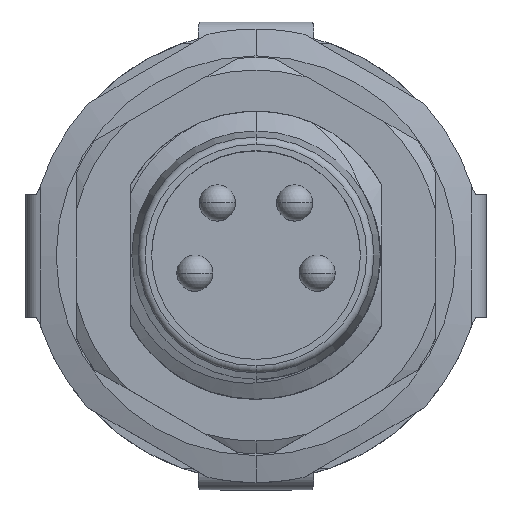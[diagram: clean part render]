
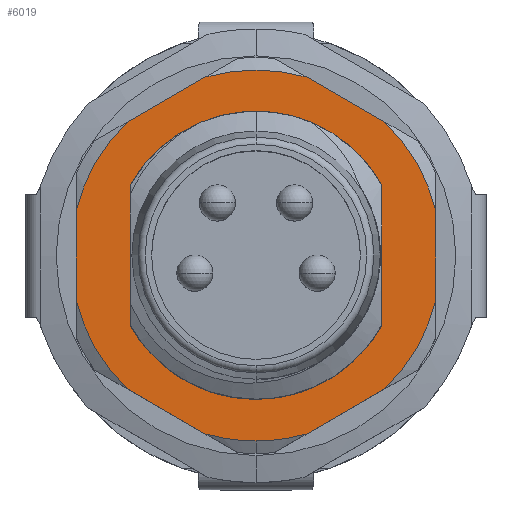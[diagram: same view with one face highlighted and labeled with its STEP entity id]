
A CAD part, top view. The second image highlights one B-rep face of the part: STEP entity #6019.
In plain terms, the highlighted planar face has unit normal (0, 0, 1).
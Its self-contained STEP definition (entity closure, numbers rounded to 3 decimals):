
#26 = LINE ( 'NONE', #6499, #6261 ) ;
#203 = CARTESIAN_POINT ( 'NONE',  ( -5., -1.249, -7.6 ) ) ;
#250 = CARTESIAN_POINT ( 'NONE',  ( 1.419, -4.955, -7.6 ) ) ;
#444 = LINE ( 'NONE', #11487, #1765 ) ;
#505 = VERTEX_POINT ( 'NONE', #10510 ) ;
#532 = CIRCLE ( 'NONE', #8368, 5.154 ) ;
#648 = ORIENTED_EDGE ( 'NONE', *, *, #5927, .F. ) ;
#720 = CIRCLE ( 'NONE', #10864, 5.154 ) ;
#794 = PLANE ( 'NONE',  #9439 ) ;
#816 = CIRCLE ( 'NONE', #10179, 5.154 ) ;
#908 = AXIS2_PLACEMENT_3D ( 'NONE', #6990, #7163, #3386 ) ;
#987 = DIRECTION ( 'NONE',  ( -0.275, -0.961, 0. ) ) ;
#1176 = ORIENTED_EDGE ( 'NONE', *, *, #3502, .T. ) ;
#1329 = VERTEX_POINT ( 'NONE', #203 ) ;
#1765 = VECTOR ( 'NONE', #7767, 1000. ) ;
#1767 = CARTESIAN_POINT ( 'NONE',  ( 5., 1.249, -7.6 ) ) ;
#1806 = CARTESIAN_POINT ( 'NONE',  ( 1.419, 4.955, -7.6 ) ) ;
#1983 = DIRECTION ( 'NONE',  ( 0.97, -0.242, 0. ) ) ;
#2222 = VERTEX_POINT ( 'NONE', #10516 ) ;
#2233 = LINE ( 'NONE', #10634, #10453 ) ;
#2237 = VERTEX_POINT ( 'NONE', #250 ) ;
#2255 = DIRECTION ( 'NONE',  ( 0., 0., 1. ) ) ;
#2626 = AXIS2_PLACEMENT_3D ( 'NONE', #6175, #8041, #10789 ) ;
#2661 = CARTESIAN_POINT ( 'NONE',  ( -3.581, -3.706, -7.6 ) ) ;
#2814 = DIRECTION ( 'NONE',  ( 1., 0., 0. ) ) ;
#3074 = ORIENTED_EDGE ( 'NONE', *, *, #3330, .F. ) ;
#3144 = CARTESIAN_POINT ( 'NONE',  ( 3.581, 3.706, -7.6 ) ) ;
#3330 = EDGE_CURVE ( 'NONE', #9273, #7471, #720, .T. ) ;
#3361 = DIRECTION ( 'NONE',  ( -0.866, -0.5, 0. ) ) ;
#3386 = DIRECTION ( 'NONE',  ( -0.97, 0.242, 0. ) ) ;
#3440 = CARTESIAN_POINT ( 'NONE',  ( 0., -5.154, -7.6 ) ) ;
#3502 = EDGE_CURVE ( 'NONE', #11200, #9350, #9441, .T. ) ;
#3566 = CARTESIAN_POINT ( 'NONE',  ( 3.581, 3.706, -7.6 ) ) ;
#3688 = LINE ( 'NONE', #7235, #5203 ) ;
#3719 = EDGE_CURVE ( 'NONE', #2222, #4561, #7611, .T. ) ;
#3952 = LINE ( 'NONE', #5748, #6616 ) ;
#4013 = ORIENTED_EDGE ( 'NONE', *, *, #8145, .T. ) ;
#4036 = EDGE_LOOP ( 'NONE', ( #4886, #10390, #4013, #5083, #10908, #8285, #6519, #10240, #3074, #11214, #648, #1176, #6130 ) ) ;
#4168 = DIRECTION ( 'NONE',  ( -0.866, 0.5, 0. ) ) ;
#4453 = DIRECTION ( 'NONE',  ( 0., 0., 1. ) ) ;
#4561 = VERTEX_POINT ( 'NONE', #6173 ) ;
#4886 = ORIENTED_EDGE ( 'NONE', *, *, #9999, .T. ) ;
#5083 = ORIENTED_EDGE ( 'NONE', *, *, #5301, .F. ) ;
#5120 = AXIS2_PLACEMENT_3D ( 'NONE', #11623, #2255, #6162 ) ;
#5203 = VECTOR ( 'NONE', #5329, 1000. ) ;
#5301 = EDGE_CURVE ( 'NONE', #11076, #1329, #9321, .T. ) ;
#5329 = DIRECTION ( 'NONE',  ( 0., -1., 0. ) ) ;
#5336 = EDGE_CURVE ( 'NONE', #9704, #11500, #532, .T. ) ;
#5361 = FACE_OUTER_BOUND ( 'NONE', #4036, .T. ) ;
#5631 = EDGE_CURVE ( 'NONE', #11500, #2237, #10859, .T. ) ;
#5748 = CARTESIAN_POINT ( 'NONE',  ( 5., -1.249, -7.6 ) ) ;
#5894 = DIRECTION ( 'NONE',  ( 0.866, 0.5, 0. ) ) ;
#5927 = EDGE_CURVE ( 'NONE', #11200, #10046, #816, .T. ) ;
#6019 = ADVANCED_FACE ( 'NONE', ( #5361 ), #794, .T. ) ;
#6130 = ORIENTED_EDGE ( 'NONE', *, *, #7029, .T. ) ;
#6162 = DIRECTION ( 'NONE',  ( -0.275, -0.961, 0. ) ) ;
#6173 = CARTESIAN_POINT ( 'NONE',  ( -3.581, 3.706, -7.6 ) ) ;
#6175 = CARTESIAN_POINT ( 'NONE',  ( 0., 0., -7.6 ) ) ;
#6261 = VECTOR ( 'NONE', #3361, 1000. ) ;
#6499 = CARTESIAN_POINT ( 'NONE',  ( -1.419, 4.955, -7.6 ) ) ;
#6507 = DIRECTION ( 'NONE',  ( 0., 0., 1. ) ) ;
#6519 = ORIENTED_EDGE ( 'NONE', *, *, #5631, .T. ) ;
#6616 = VECTOR ( 'NONE', #11032, 1000. ) ;
#6990 = CARTESIAN_POINT ( 'NONE',  ( 0., 0., -7.6 ) ) ;
#7029 = EDGE_CURVE ( 'NONE', #9350, #505, #9380, .T. ) ;
#7163 = DIRECTION ( 'NONE',  ( 0., 0., -1. ) ) ;
#7235 = CARTESIAN_POINT ( 'NONE',  ( -5., 1.249, -7.6 ) ) ;
#7471 = VERTEX_POINT ( 'NONE', #9876 ) ;
#7611 = CIRCLE ( 'NONE', #908, 5.154 ) ;
#7671 = AXIS2_PLACEMENT_3D ( 'NONE', #9204, #6507, #9389 ) ;
#7767 = DIRECTION ( 'NONE',  ( 0.866, -0.5, 0. ) ) ;
#8041 = DIRECTION ( 'NONE',  ( 0., 0., -1. ) ) ;
#8145 = EDGE_CURVE ( 'NONE', #2222, #1329, #3688, .T. ) ;
#8179 = CARTESIAN_POINT ( 'NONE',  ( -5., -6.515, -7.6 ) ) ;
#8257 = DIRECTION ( 'NONE',  ( 0., 0., 1. ) ) ;
#8285 = ORIENTED_EDGE ( 'NONE', *, *, #5336, .T. ) ;
#8368 = AXIS2_PLACEMENT_3D ( 'NONE', #9203, #8257, #987 ) ;
#8482 = DIRECTION ( 'NONE',  ( 0., 0., -1. ) ) ;
#8929 = CARTESIAN_POINT ( 'NONE',  ( 5., -1.249, -7.6 ) ) ;
#9203 = CARTESIAN_POINT ( 'NONE',  ( 0., 0., -7.6 ) ) ;
#9204 = CARTESIAN_POINT ( 'NONE',  ( 0., 0., -7.6 ) ) ;
#9251 = CARTESIAN_POINT ( 'NONE',  ( 0., 0., -7.6 ) ) ;
#9273 = VERTEX_POINT ( 'NONE', #8929 ) ;
#9321 = CIRCLE ( 'NONE', #2626, 5.154 ) ;
#9350 = VERTEX_POINT ( 'NONE', #1806 ) ;
#9380 = CIRCLE ( 'NONE', #7671, 5.154 ) ;
#9389 = DIRECTION ( 'NONE',  ( 0.275, 0.961, 0. ) ) ;
#9439 = AXIS2_PLACEMENT_3D ( 'NONE', #8179, #4453, #2814 ) ;
#9441 = LINE ( 'NONE', #3144, #10489 ) ;
#9543 = EDGE_CURVE ( 'NONE', #2237, #7471, #2233, .T. ) ;
#9704 = VERTEX_POINT ( 'NONE', #11540 ) ;
#9759 = EDGE_CURVE ( 'NONE', #9273, #10046, #3952, .T. ) ;
#9876 = CARTESIAN_POINT ( 'NONE',  ( 3.581, -3.706, -7.6 ) ) ;
#9999 = EDGE_CURVE ( 'NONE', #505, #4561, #26, .T. ) ;
#10046 = VERTEX_POINT ( 'NONE', #1767 ) ;
#10127 = DIRECTION ( 'NONE',  ( 0., 0., -1. ) ) ;
#10179 = AXIS2_PLACEMENT_3D ( 'NONE', #10709, #10127, #10923 ) ;
#10240 = ORIENTED_EDGE ( 'NONE', *, *, #9543, .T. ) ;
#10390 = ORIENTED_EDGE ( 'NONE', *, *, #3719, .F. ) ;
#10453 = VECTOR ( 'NONE', #5894, 1000. ) ;
#10489 = VECTOR ( 'NONE', #4168, 1000. ) ;
#10510 = CARTESIAN_POINT ( 'NONE',  ( -1.419, 4.955, -7.6 ) ) ;
#10516 = CARTESIAN_POINT ( 'NONE',  ( -5., 1.249, -7.6 ) ) ;
#10634 = CARTESIAN_POINT ( 'NONE',  ( 1.419, -4.955, -7.6 ) ) ;
#10709 = CARTESIAN_POINT ( 'NONE',  ( 0., 0., -7.6 ) ) ;
#10789 = DIRECTION ( 'NONE',  ( -0.695, -0.719, 0. ) ) ;
#10859 = CIRCLE ( 'NONE', #5120, 5.154 ) ;
#10864 = AXIS2_PLACEMENT_3D ( 'NONE', #9251, #8482, #1983 ) ;
#10908 = ORIENTED_EDGE ( 'NONE', *, *, #11506, .T. ) ;
#10923 = DIRECTION ( 'NONE',  ( 0.695, 0.719, 0. ) ) ;
#11032 = DIRECTION ( 'NONE',  ( 0., 1., 0. ) ) ;
#11076 = VERTEX_POINT ( 'NONE', #2661 ) ;
#11200 = VERTEX_POINT ( 'NONE', #3566 ) ;
#11214 = ORIENTED_EDGE ( 'NONE', *, *, #9759, .T. ) ;
#11487 = CARTESIAN_POINT ( 'NONE',  ( -3.581, -3.706, -7.6 ) ) ;
#11500 = VERTEX_POINT ( 'NONE', #3440 ) ;
#11506 = EDGE_CURVE ( 'NONE', #11076, #9704, #444, .T. ) ;
#11540 = CARTESIAN_POINT ( 'NONE',  ( -1.419, -4.955, -7.6 ) ) ;
#11623 = CARTESIAN_POINT ( 'NONE',  ( 0., 0., -7.6 ) ) ;
